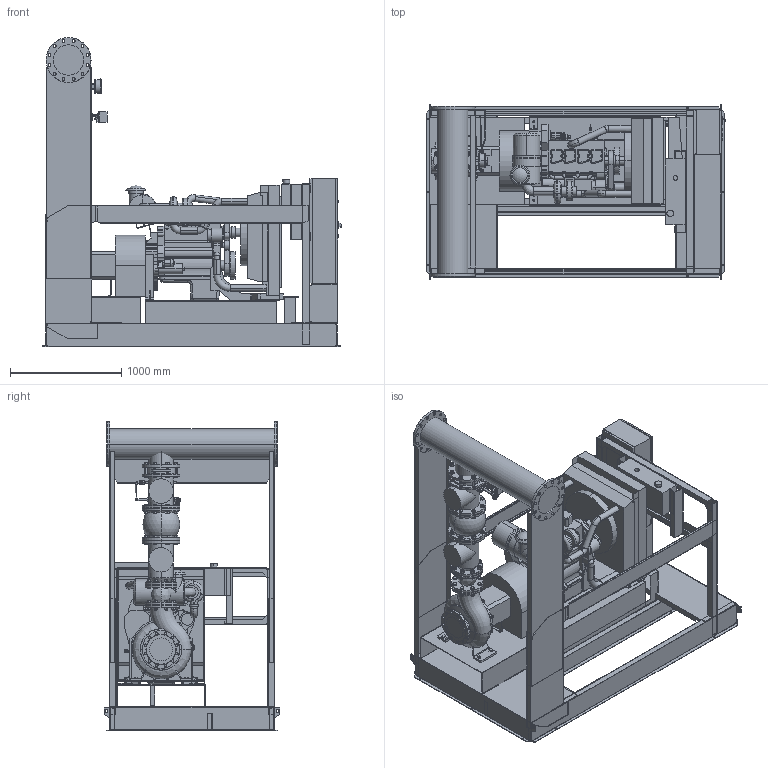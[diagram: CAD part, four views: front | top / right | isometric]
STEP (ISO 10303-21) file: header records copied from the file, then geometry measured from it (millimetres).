
FILE_DESCRIPTION((''),'2;1');
FILE_NAME('3d_Sifire-EN-150_315-279-222D-4183855.stp','2015-05-26T10:33:07',(''),(''),'Mechanical Desktop 2009','Mechanical Desktop 2009',', , ');
FILE_SCHEMA(('CONFIG_CONTROL_DESIGN'));
Length unit declared in the file: millimetre
Products named in the file (1): Product
Bounding box: 2685.5 x 1582 x 2778.5 mm (x, y, z)
Volume: 876691826.3 mm3; surface area: 50124076.2 mm2
Topology: 178 solids, 178 shells, 4774 faces, 11628 edges, 7330 vertices
Faces by surface type: plane 1815, bspline 1262, cylinder 1023, cone 544, torus 122, sphere 8
Entity records: 153382 total; most frequent: CARTESIAN_POINT 47094, ORIENTED_EDGE 23192, DIRECTION 20527, EDGE_CURVE 11596, VERTEX_POINT 7329, AXIS2_PLACEMENT_3D 7124, VECTOR 6279, LINE 6279
